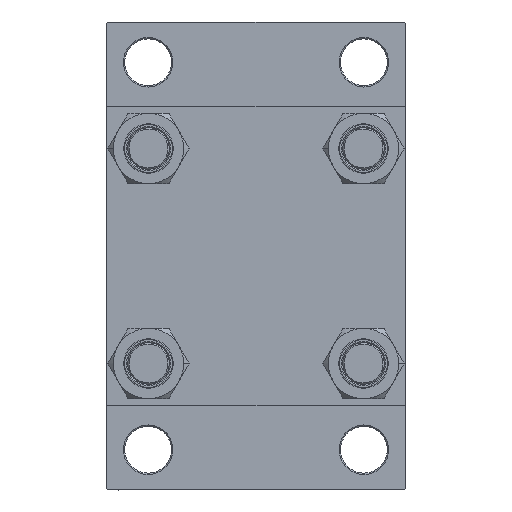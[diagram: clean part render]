
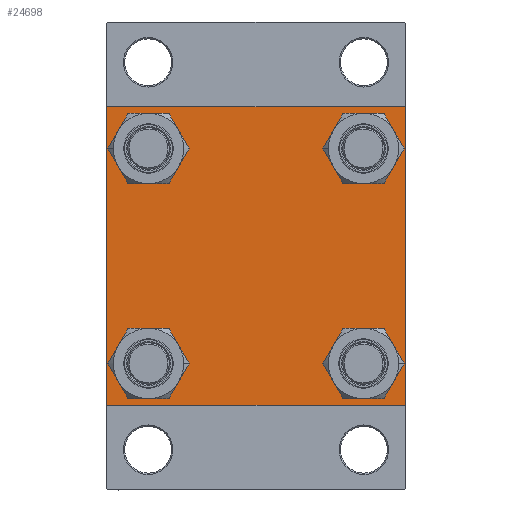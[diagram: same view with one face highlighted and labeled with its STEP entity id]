
A CAD part, left-side view. The second image highlights one B-rep face of the part: STEP entity #24698.
In plain terms, the highlighted planar face has unit normal (-1, 0, 0).
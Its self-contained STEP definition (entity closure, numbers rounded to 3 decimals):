
#1714 = EDGE_CURVE ( 'NONE', #35478, #48097, #12939, .T. ) ;
#1900 = LINE ( 'NONE', #21392, #4925 ) ;
#2312 = EDGE_CURVE ( 'NONE', #42681, #19650, #1900, .T. ) ;
#2595 = CARTESIAN_POINT ( 'NONE',  ( 0., 57.25, -57.25 ) ) ;
#2889 = CARTESIAN_POINT ( 'NONE',  ( 0., -57., -57.5 ) ) ;
#2943 = DIRECTION ( 'NONE',  ( 1., 0., 0. ) ) ;
#3194 = DIRECTION ( 'NONE',  ( 0., 0., 1. ) ) ;
#3260 = CARTESIAN_POINT ( 'NONE',  ( 0., 41.35, -32.85 ) ) ;
#3294 = VERTEX_POINT ( 'NONE', #27281 ) ;
#3469 = AXIS2_PLACEMENT_3D ( 'NONE', #34602, #34091, #10509 ) ;
#3622 = ORIENTED_EDGE ( 'NONE', *, *, #38423, .T. ) ;
#4193 = CARTESIAN_POINT ( 'NONE',  ( 0., 57.5, -57. ) ) ;
#4228 = DIRECTION ( 'NONE',  ( 1., 0., 0. ) ) ;
#4497 = CARTESIAN_POINT ( 'NONE',  ( 0., 57.25, 57.25 ) ) ;
#4925 = VECTOR ( 'NONE', #17536, 1000. ) ;
#5447 = EDGE_CURVE ( 'NONE', #42681, #3294, #40202, .T. ) ;
#6409 = VERTEX_POINT ( 'NONE', #3260 ) ;
#6691 = VERTEX_POINT ( 'NONE', #19109 ) ;
#6971 = DIRECTION ( 'NONE',  ( 0., 0., 1. ) ) ;
#7101 = VECTOR ( 'NONE', #11287, 1000. ) ;
#7256 = CARTESIAN_POINT ( 'NONE',  ( 0., 57., -57.5 ) ) ;
#7275 = CIRCLE ( 'NONE', #15434, 8.5 ) ;
#7348 = AXIS2_PLACEMENT_3D ( 'NONE', #38077, #2943, #3194 ) ;
#7846 = CIRCLE ( 'NONE', #43045, 8.5 ) ;
#7865 = DIRECTION ( 'NONE',  ( 0., 0., 1. ) ) ;
#8918 = DIRECTION ( 'NONE',  ( 0., 0.707, 0.707 ) ) ;
#9608 = VERTEX_POINT ( 'NONE', #49873 ) ;
#9783 = ORIENTED_EDGE ( 'NONE', *, *, #39345, .F. ) ;
#9986 = EDGE_CURVE ( 'NONE', #25516, #45985, #15164, .T. ) ;
#10268 = CARTESIAN_POINT ( 'NONE',  ( 0., -41.35, 32.85 ) ) ;
#10509 = DIRECTION ( 'NONE',  ( 0., 0., 1. ) ) ;
#10540 = CARTESIAN_POINT ( 'NONE',  ( 0., 41.35, 41.35 ) ) ;
#10746 = CARTESIAN_POINT ( 'NONE',  ( 0., 57., 57.5 ) ) ;
#11018 = ORIENTED_EDGE ( 'NONE', *, *, #34536, .T. ) ;
#11127 = DIRECTION ( 'NONE',  ( -1., 0., 0. ) ) ;
#11147 = ORIENTED_EDGE ( 'NONE', *, *, #30025, .T. ) ;
#11287 = DIRECTION ( 'NONE',  ( 0., -1., 0. ) ) ;
#11677 = CARTESIAN_POINT ( 'NONE',  ( 0., 41.35, 41.35 ) ) ;
#11968 = DIRECTION ( 'NONE',  ( 1., 0., 0. ) ) ;
#12939 = LINE ( 'NONE', #4497, #30261 ) ;
#13305 = VERTEX_POINT ( 'NONE', #29764 ) ;
#13583 = CIRCLE ( 'NONE', #19342, 8.5 ) ;
#13711 = ORIENTED_EDGE ( 'NONE', *, *, #19537, .T. ) ;
#13983 = CARTESIAN_POINT ( 'NONE',  ( 0., -41.35, -32.85 ) ) ;
#14974 = CARTESIAN_POINT ( 'NONE',  ( 0., 0., 0. ) ) ;
#15020 = DIRECTION ( 'NONE',  ( 0., 0., 1. ) ) ;
#15164 = LINE ( 'NONE', #2595, #49957 ) ;
#15434 = AXIS2_PLACEMENT_3D ( 'NONE', #47969, #32062, #43849 ) ;
#15832 = AXIS2_PLACEMENT_3D ( 'NONE', #14974, #11127, #26769 ) ;
#16261 = CARTESIAN_POINT ( 'NONE',  ( 0., -57.5, -57. ) ) ;
#16383 = EDGE_LOOP ( 'NONE', ( #50064, #3622 ) ) ;
#16551 = ORIENTED_EDGE ( 'NONE', *, *, #2312, .F. ) ;
#16738 = LINE ( 'NONE', #36726, #30148 ) ;
#17116 = CARTESIAN_POINT ( 'NONE',  ( 0., -57.25, 57.25 ) ) ;
#17138 = ORIENTED_EDGE ( 'NONE', *, *, #39111, .T. ) ;
#17536 = DIRECTION ( 'NONE',  ( 0., 0., -1. ) ) ;
#17983 = VERTEX_POINT ( 'NONE', #45191 ) ;
#18389 = EDGE_CURVE ( 'NONE', #33770, #17983, #44416, .T. ) ;
#19109 = CARTESIAN_POINT ( 'NONE',  ( 0., -41.35, 49.85 ) ) ;
#19342 = AXIS2_PLACEMENT_3D ( 'NONE', #38900, #11968, #7865 ) ;
#19537 = EDGE_CURVE ( 'NONE', #35611, #13305, #27268, .T. ) ;
#19564 = FACE_BOUND ( 'NONE', #16383, .T. ) ;
#19650 = VERTEX_POINT ( 'NONE', #16261 ) ;
#19769 = EDGE_LOOP ( 'NONE', ( #13711, #27216 ) ) ;
#21147 = ORIENTED_EDGE ( 'NONE', *, *, #40442, .T. ) ;
#21392 = CARTESIAN_POINT ( 'NONE',  ( 0., -57.5, 57.5 ) ) ;
#21595 = CARTESIAN_POINT ( 'NONE',  ( 0., 57.5, 57.5 ) ) ;
#21825 = DIRECTION ( 'NONE',  ( 0., -0.707, -0.707 ) ) ;
#22642 = CARTESIAN_POINT ( 'NONE',  ( 0., -57.5, 57. ) ) ;
#24698 = ADVANCED_FACE ( 'NONE', ( #19564, #38300, #35204, #46263, #50135 ), #27022, .T. ) ;
#24802 = VECTOR ( 'NONE', #8918, 1000. ) ;
#25194 = DIRECTION ( 'NONE',  ( 0., 0., -1. ) ) ;
#25516 = VERTEX_POINT ( 'NONE', #4193 ) ;
#26769 = DIRECTION ( 'NONE',  ( 0., 0., 1. ) ) ;
#26939 = AXIS2_PLACEMENT_3D ( 'NONE', #35145, #46211, #6971 ) ;
#26975 = VECTOR ( 'NONE', #37239, 1000. ) ;
#27022 = PLANE ( 'NONE',  #15832 ) ;
#27216 = ORIENTED_EDGE ( 'NONE', *, *, #46289, .T. ) ;
#27268 = CIRCLE ( 'NONE', #41972, 8.5 ) ;
#27281 = CARTESIAN_POINT ( 'NONE',  ( 0., -57., 57.5 ) ) ;
#27632 = CARTESIAN_POINT ( 'NONE',  ( 0., 41.35, 49.85 ) ) ;
#28836 = DIRECTION ( 'NONE',  ( 0., 0.707, -0.707 ) ) ;
#28910 = ORIENTED_EDGE ( 'NONE', *, *, #38593, .T. ) ;
#29764 = CARTESIAN_POINT ( 'NONE',  ( 0., 41.35, 32.85 ) ) ;
#30025 = EDGE_CURVE ( 'NONE', #9608, #6409, #7846, .T. ) ;
#30124 = CARTESIAN_POINT ( 'NONE',  ( 0., 57.5, 57. ) ) ;
#30148 = VECTOR ( 'NONE', #25194, 1000. ) ;
#30261 = VECTOR ( 'NONE', #28836, 1000. ) ;
#30333 = EDGE_CURVE ( 'NONE', #6691, #33493, #13583, .T. ) ;
#30772 = LINE ( 'NONE', #46422, #7101 ) ;
#30934 = VERTEX_POINT ( 'NONE', #2889 ) ;
#32003 = AXIS2_PLACEMENT_3D ( 'NONE', #10540, #34629, #42075 ) ;
#32062 = DIRECTION ( 'NONE',  ( 1., 0., 0. ) ) ;
#32228 = ORIENTED_EDGE ( 'NONE', *, *, #5447, .T. ) ;
#33493 = VERTEX_POINT ( 'NONE', #10268 ) ;
#33770 = VERTEX_POINT ( 'NONE', #13983 ) ;
#34091 = DIRECTION ( 'NONE',  ( 1., 0., 0. ) ) ;
#34471 = CARTESIAN_POINT ( 'NONE',  ( 0., -57.25, -57.25 ) ) ;
#34536 = EDGE_CURVE ( 'NONE', #45985, #30934, #30772, .T. ) ;
#34602 = CARTESIAN_POINT ( 'NONE',  ( 0., -41.35, -41.35 ) ) ;
#34629 = DIRECTION ( 'NONE',  ( 1., 0., 0. ) ) ;
#34990 = CARTESIAN_POINT ( 'NONE',  ( 0., 41.35, -41.35 ) ) ;
#35145 = CARTESIAN_POINT ( 'NONE',  ( 0., -41.35, 41.35 ) ) ;
#35204 = FACE_BOUND ( 'NONE', #40990, .T. ) ;
#35478 = VERTEX_POINT ( 'NONE', #10746 ) ;
#35611 = VERTEX_POINT ( 'NONE', #27632 ) ;
#36726 = CARTESIAN_POINT ( 'NONE',  ( 0., 57.5, 57.5 ) ) ;
#37239 = DIRECTION ( 'NONE',  ( 0., -1., 0. ) ) ;
#38051 = EDGE_CURVE ( 'NONE', #48097, #25516, #16738, .T. ) ;
#38077 = CARTESIAN_POINT ( 'NONE',  ( 0., -41.35, -41.35 ) ) ;
#38300 = FACE_BOUND ( 'NONE', #50782, .T. ) ;
#38423 = EDGE_CURVE ( 'NONE', #33493, #6691, #44080, .T. ) ;
#38593 = EDGE_CURVE ( 'NONE', #6409, #9608, #7275, .T. ) ;
#38900 = CARTESIAN_POINT ( 'NONE',  ( 0., -41.35, 41.35 ) ) ;
#39093 = DIRECTION ( 'NONE',  ( 0., 0., 1. ) ) ;
#39111 = EDGE_CURVE ( 'NONE', #30934, #19650, #39326, .T. ) ;
#39222 = ORIENTED_EDGE ( 'NONE', *, *, #1714, .T. ) ;
#39326 = LINE ( 'NONE', #34471, #39981 ) ;
#39345 = EDGE_CURVE ( 'NONE', #35478, #3294, #41851, .T. ) ;
#39641 = ORIENTED_EDGE ( 'NONE', *, *, #18389, .T. ) ;
#39981 = VECTOR ( 'NONE', #42917, 1000. ) ;
#40202 = LINE ( 'NONE', #17116, #24802 ) ;
#40442 = EDGE_CURVE ( 'NONE', #17983, #33770, #49954, .T. ) ;
#40990 = EDGE_LOOP ( 'NONE', ( #28910, #11147 ) ) ;
#41851 = LINE ( 'NONE', #21595, #26975 ) ;
#41972 = AXIS2_PLACEMENT_3D ( 'NONE', #11677, #4228, #15020 ) ;
#42075 = DIRECTION ( 'NONE',  ( 0., 0., 1. ) ) ;
#42681 = VERTEX_POINT ( 'NONE', #22642 ) ;
#42917 = DIRECTION ( 'NONE',  ( 0., -0.707, 0.707 ) ) ;
#42938 = DIRECTION ( 'NONE',  ( 1., 0., 0. ) ) ;
#43045 = AXIS2_PLACEMENT_3D ( 'NONE', #34990, #42938, #39093 ) ;
#43456 = CIRCLE ( 'NONE', #32003, 8.5 ) ;
#43609 = EDGE_LOOP ( 'NONE', ( #46752, #49075, #11018, #17138, #16551, #32228, #9783, #39222 ) ) ;
#43849 = DIRECTION ( 'NONE',  ( 0., 0., 1. ) ) ;
#44080 = CIRCLE ( 'NONE', #26939, 8.5 ) ;
#44416 = CIRCLE ( 'NONE', #3469, 8.5 ) ;
#45191 = CARTESIAN_POINT ( 'NONE',  ( 0., -41.35, -49.85 ) ) ;
#45985 = VERTEX_POINT ( 'NONE', #7256 ) ;
#46211 = DIRECTION ( 'NONE',  ( 1., 0., 0. ) ) ;
#46263 = FACE_BOUND ( 'NONE', #19769, .T. ) ;
#46289 = EDGE_CURVE ( 'NONE', #13305, #35611, #43456, .T. ) ;
#46422 = CARTESIAN_POINT ( 'NONE',  ( 0., 57.5, -57.5 ) ) ;
#46752 = ORIENTED_EDGE ( 'NONE', *, *, #38051, .T. ) ;
#47969 = CARTESIAN_POINT ( 'NONE',  ( 0., 41.35, -41.35 ) ) ;
#48097 = VERTEX_POINT ( 'NONE', #30124 ) ;
#49075 = ORIENTED_EDGE ( 'NONE', *, *, #9986, .T. ) ;
#49873 = CARTESIAN_POINT ( 'NONE',  ( 0., 41.35, -49.85 ) ) ;
#49954 = CIRCLE ( 'NONE', #7348, 8.5 ) ;
#49957 = VECTOR ( 'NONE', #21825, 1000. ) ;
#50064 = ORIENTED_EDGE ( 'NONE', *, *, #30333, .T. ) ;
#50135 = FACE_OUTER_BOUND ( 'NONE', #43609, .T. ) ;
#50782 = EDGE_LOOP ( 'NONE', ( #39641, #21147 ) ) ;
